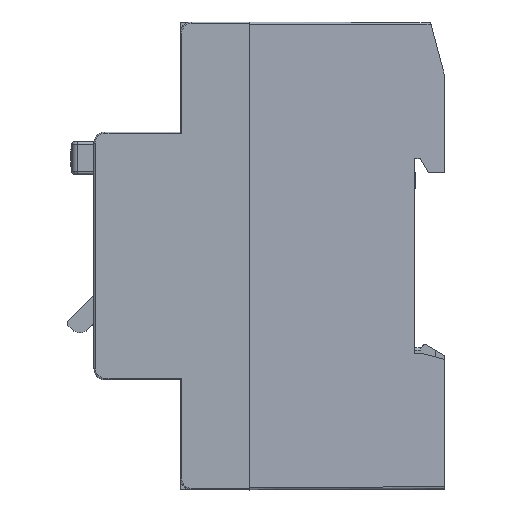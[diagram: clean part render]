
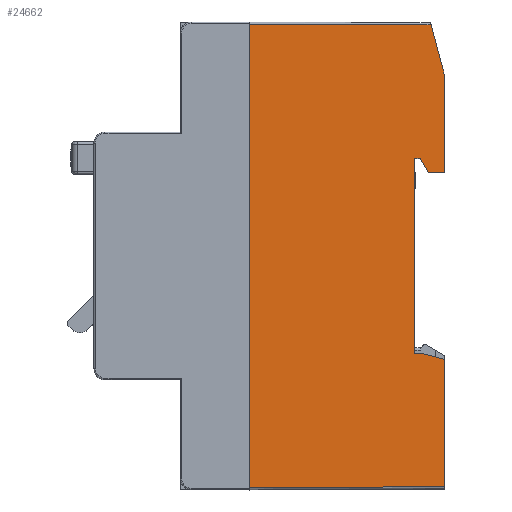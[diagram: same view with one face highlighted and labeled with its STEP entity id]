
A CAD part, top view. The second image highlights one B-rep face of the part: STEP entity #24662.
In plain terms, the highlighted planar face has unit normal (0.004, 0, 1).
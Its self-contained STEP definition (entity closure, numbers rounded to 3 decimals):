
#6547=DIRECTION('',(0.,1.,0.));
#6548=VECTOR('',#6547,23.154);
#6549=CARTESIAN_POINT('',(5.5,-41.976,17.376));
#6550=LINE('',#6549,#6548);
#6721=DIRECTION('',(0.,1.,0.));
#6722=VECTOR('',#6721,35.5);
#6723=CARTESIAN_POINT('',(0.,-17.75,17.395));
#6724=LINE('',#6723,#6722);
#7471=DIRECTION('',(0.,1.,0.));
#7472=VECTOR('',#7471,17.3);
#7473=CARTESIAN_POINT('',(5.5,15.2,17.376));
#7474=LINE('',#7473,#7472);
#7485=DIRECTION('',(1.,0.,-0.003));
#7486=VECTOR('',#7485,3.028);
#7487=CARTESIAN_POINT('',(2.472,15.2,17.387));
#7488=LINE('',#7487,#7486);
#7527=DIRECTION('',(1.,-0.003,-0.003));
#7528=VECTOR('',#7527,32.959);
#7529=CARTESIAN_POINT('',(-30.,42.1,17.5));
#7530=LINE('',#7529,#7528);
#7534=DIRECTION('',(0.259,-0.966,-0.001));
#7535=VECTOR('',#7534,9.82);
#7536=CARTESIAN_POINT('',(2.959,41.985,17.385));
#7537=LINE('',#7536,#7535);
#7541=DIRECTION('',(-0.5,0.866,0.002));
#7542=VECTOR('',#7541,2.944);
#7543=CARTESIAN_POINT('',(2.472,15.2,17.387));
#7544=LINE('',#7543,#7542);
#7548=DIRECTION('',(0.966,-0.259,-0.003));
#7549=VECTOR('',#7548,4.141);
#7550=CARTESIAN_POINT('',(1.5,-17.75,17.39));
#7551=LINE('',#7550,#7549);
#7555=DIRECTION('',(-1.,-0.003,0.003));
#7556=VECTOR('',#7555,35.5);
#7557=CARTESIAN_POINT('',(5.5,-41.976,17.376));
#7558=LINE('',#7557,#7556);
#7562=DIRECTION('',(0.,-1.,0.));
#7563=VECTOR('',#7562,84.2);
#7564=CARTESIAN_POINT('',(-30.,42.1,17.5));
#7565=LINE('',#7564,#7563);
#10819=CARTESIAN_POINT('',(5.5,-41.976,
17.376));
#13663=DIRECTION('',(1.,0.,-0.003));
#13664=VECTOR('',#13663,1.);
#13665=CARTESIAN_POINT('',(0.,17.75,17.395));
#13666=LINE('',#13665,#13664);
#13784=DIRECTION('',(-1.,0.,0.003));
#13785=VECTOR('',#13784,1.5);
#13786=CARTESIAN_POINT('',(1.5,-17.75,17.39));
#13787=LINE('',#13786,#13785);
#20827=VERTEX_POINT('',#10819);
#20828=CARTESIAN_POINT('',(5.5,-18.822,
17.376));
#20829=VERTEX_POINT('',#20828);
#20886=CARTESIAN_POINT('',(0.,-17.75,17.395));
#20887=VERTEX_POINT('',#20886);
#20888=CARTESIAN_POINT('',(0.,17.75,17.395));
#20889=VERTEX_POINT('',#20888);
#21039=CARTESIAN_POINT('',(5.5,32.5,17.376));
#21040=VERTEX_POINT('',#21039);
#21041=CARTESIAN_POINT('',(2.959,41.985,17.385));
#21042=VERTEX_POINT('',#21041);
#21057=CARTESIAN_POINT('',(5.5,15.2,17.376));
#21058=VERTEX_POINT('',#21057);
#21059=CARTESIAN_POINT('',(2.472,15.2,17.387));
#21060=VERTEX_POINT('',#21059);
#21073=CARTESIAN_POINT('',(-30.,42.1,
17.5));
#21074=CARTESIAN_POINT('',(-30.,-42.1,17.5));
#21075=VERTEX_POINT('',#21073);
#21076=VERTEX_POINT('',#21074);
#21077=CARTESIAN_POINT('',(1.,17.75,
17.392));
#21078=VERTEX_POINT('',#21077);
#21079=CARTESIAN_POINT('',(1.5,-17.75,17.39));
#21080=VERTEX_POINT('',#21079);
#24636=CARTESIAN_POINT('',(5.5,-51.276,
17.376));
#24637=DIRECTION('',(-0.003,0.,-1.));
#24638=DIRECTION('',(-1.,0.,0.003));
#24639=AXIS2_PLACEMENT_3D('',#24636,#24637,#24638);
#24640=PLANE('',#24639);
#24642=ORIENTED_EDGE('',*,*,#24641,.F.);
#24644=ORIENTED_EDGE('',*,*,#24643,.T.);
#24645=ORIENTED_EDGE('',*,*,#24481,.T.);
#24646=ORIENTED_EDGE('',*,*,#24599,.F.);
#24647=ORIENTED_EDGE('',*,*,#24615,.F.);
#24649=ORIENTED_EDGE('',*,*,#24648,.T.);
#24651=ORIENTED_EDGE('',*,*,#24650,.F.);
#24652=ORIENTED_EDGE('',*,*,#24007,.F.);
#24654=ORIENTED_EDGE('',*,*,#24653,.F.);
#24656=ORIENTED_EDGE('',*,*,#24655,.T.);
#24657=ORIENTED_EDGE('',*,*,#23891,.F.);
#24659=ORIENTED_EDGE('',*,*,#24658,.T.);
#24660=EDGE_LOOP('',(#24642,#24644,#24645,#24646,#24647,#24649,#24651,#24652,
#24654,#24656,#24657,#24659));
#24661=FACE_OUTER_BOUND('',#24660,.F.);
#23891=EDGE_CURVE('',#20827,#20829,#6550,.T.);
#24007=EDGE_CURVE('',#20887,#20889,#6724,.T.);
#24481=EDGE_CURVE('',#21042,#21040,#7537,.T.);
#24599=EDGE_CURVE('',#21058,#21040,#7474,.T.);
#24615=EDGE_CURVE('',#21060,#21058,#7488,.T.);
#24641=EDGE_CURVE('',#21075,#21076,#7565,.T.);
#24643=EDGE_CURVE('',#21075,#21042,#7530,.T.);
#24648=EDGE_CURVE('',#21060,#21078,#7544,.T.);
#24650=EDGE_CURVE('',#20889,#21078,#13666,.T.);
#24653=EDGE_CURVE('',#21080,#20887,#13787,.T.);
#24655=EDGE_CURVE('',#21080,#20829,#7551,.T.);
#24658=EDGE_CURVE('',#20827,#21076,#7558,.T.);
#24662=ADVANCED_FACE('',(#24661),#24640,.F.);
